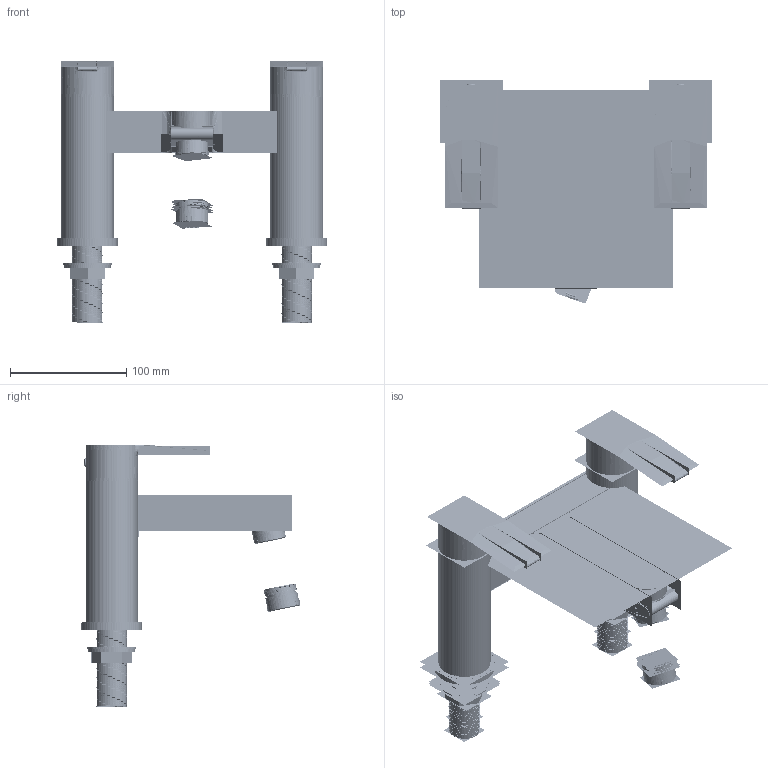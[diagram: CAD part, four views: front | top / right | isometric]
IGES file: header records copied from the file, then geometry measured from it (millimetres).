
Start section:  PTC IGES file: 1006016.igs
Global section: file name: 1006016.igs; native system: Pro/ENGINEER by Parametric Technology Corporation; preprocessor: 2008230; author: Administrator; organization: Unknown; date: 20140607.143034; units: millimetre
Bounding box: 234.08 x 192.28 x 224.95 mm (x, y, z)
Volume: 858151.7 mm3; surface area: 2408819.1 mm2
Topology: 51 solids, 79 shells, 6034 faces, 31648 edges, 40018 vertices
Faces by surface type: revolution 3034, bspline 2976, extrusion 24
